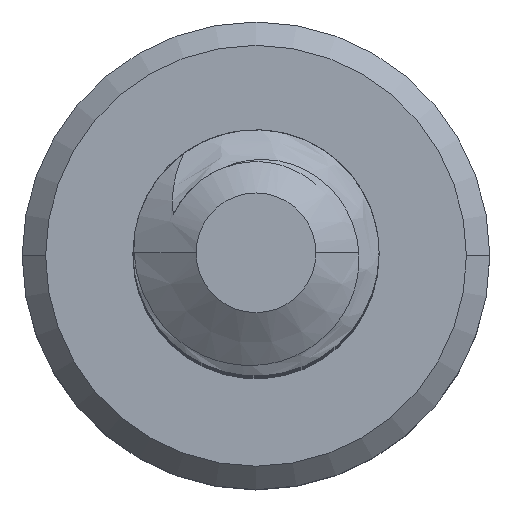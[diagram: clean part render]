
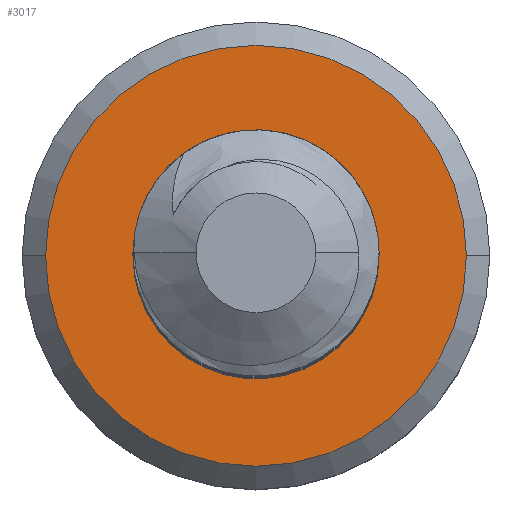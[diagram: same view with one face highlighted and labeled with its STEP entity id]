
A CAD part, top view. The second image highlights one B-rep face of the part: STEP entity #3017.
In plain terms, the highlighted planar face has unit normal (0, 0, 1).
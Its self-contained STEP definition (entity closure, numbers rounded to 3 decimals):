
#20=FACE_BOUND('',#783,.T.);
#23=PLANE('',#3216);
#456=B_SPLINE_CURVE_WITH_KNOTS('',3,(#7774,#7775,#7776,#7777,#7778,#7779,
#7780,#7781,#7782,#7783),.UNSPECIFIED.,.F.,.F.,(4,2,2,2,4),(0.,
0.001,0.001,0.002,0.002),
 .UNSPECIFIED.);
#458=B_SPLINE_CURVE_WITH_KNOTS('',3,(#8725,#8726,#8727,#8728,#8729,#8730,
#8731,#8732,#8733,#8734,#8735,#8736),.UNSPECIFIED.,.F.,.F.,(4,2,2,2,2,4),
(0.,0.,0.001,0.001,
0.002,0.002),.UNSPECIFIED.);
#615=FACE_OUTER_BOUND('',#782,.T.);
#782=EDGE_LOOP('',(#2796,#2797));
#783=EDGE_LOOP('',(#2798,#2799,#2800,#2801));
#1115=CIRCLE('',#3049,1.71);
#1123=CIRCLE('',#3131,1.);
#1124=CIRCLE('',#3201,0.74);
#1135=CIRCLE('',#3217,1.71);
#1136=VERTEX_POINT('',#3771);
#1137=VERTEX_POINT('',#3772);
#1294=VERTEX_POINT('',#5353);
#1296=VERTEX_POINT('',#5361);
#1431=VERTEX_POINT('',#7773);
#1432=VERTEX_POINT('',#8719);
#1444=EDGE_CURVE('',#1136,#1137,#1115,.T.);
#1675=EDGE_CURVE('',#1296,#1294,#1123,.T.);
#1879=EDGE_CURVE('',#1431,#1294,#456,.T.);
#1883=EDGE_CURVE('',#1296,#1432,#458,.T.);
#1884=EDGE_CURVE('',#1432,#1431,#1124,.T.);
#1895=EDGE_CURVE('',#1137,#1136,#1135,.T.);
#2796=ORIENTED_EDGE('',*,*,#1895,.T.);
#2797=ORIENTED_EDGE('',*,*,#1444,.T.);
#2798=ORIENTED_EDGE('',*,*,#1675,.F.);
#2799=ORIENTED_EDGE('',*,*,#1883,.T.);
#2800=ORIENTED_EDGE('',*,*,#1884,.T.);
#2801=ORIENTED_EDGE('',*,*,#1879,.T.);
#3017=ADVANCED_FACE('',(#615,#20),#23,.F.);
#3049=AXIS2_PLACEMENT_3D('',#3773,#3240,#3241);
#3131=AXIS2_PLACEMENT_3D('',#5367,#3483,#3484);
#3201=AXIS2_PLACEMENT_3D('',#8738,#3690,#3691);
#3216=AXIS2_PLACEMENT_3D('',#8758,#3720,#3721);
#3217=AXIS2_PLACEMENT_3D('',#8759,#3722,#3723);
#3240=DIRECTION('center_axis',(0.,0.,1.));
#3241=DIRECTION('ref_axis',(-1.,0.,0.));
#3483=DIRECTION('center_axis',(0.,0.,1.));
#3484=DIRECTION('ref_axis',(1.,0.,0.));
#3690=DIRECTION('center_axis',(0.,0.,-1.));
#3691=DIRECTION('ref_axis',(1.,0.,0.));
#3720=DIRECTION('center_axis',(0.,0.,-1.));
#3721=DIRECTION('ref_axis',(-1.,0.,0.));
#3722=DIRECTION('center_axis',(0.,0.,1.));
#3723=DIRECTION('ref_axis',(-1.,0.,0.));
#3771=CARTESIAN_POINT('',(1.71,0.,-14.));
#3772=CARTESIAN_POINT('',(-1.71,0.,-14.));
#3773=CARTESIAN_POINT('Origin',(0.,0.,-14.));
#5353=CARTESIAN_POINT('',(-0.701,0.714,-14.));
#5361=CARTESIAN_POINT('',(0.,1.,-14.));
#5367=CARTESIAN_POINT('Origin',(0.,0.,-14.));
#7773=CARTESIAN_POINT('',(0.,-0.74,-14.));
#7774=CARTESIAN_POINT('Ctrl Pts',(0.,-0.74,
-14.));
#7775=CARTESIAN_POINT('Ctrl Pts',(-0.173,-0.764,
-14.));
#7776=CARTESIAN_POINT('Ctrl Pts',(-0.349,-0.729,
-14.));
#7777=CARTESIAN_POINT('Ctrl Pts',(-0.651,-0.555,
-14.));
#7778=CARTESIAN_POINT('Ctrl Pts',(-0.768,-0.419,
-14.));
#7779=CARTESIAN_POINT('Ctrl Pts',(-0.911,-0.103,
-14.));
#7780=CARTESIAN_POINT('Ctrl Pts',(-0.936,0.075,
-14.));
#7781=CARTESIAN_POINT('Ctrl Pts',(-0.886,0.416,-14.));
#7782=CARTESIAN_POINT('Ctrl Pts',(-0.811,0.578,-14.));
#7783=CARTESIAN_POINT('Ctrl Pts',(-0.701,0.714,
-14.));
#8719=CARTESIAN_POINT('',(0.519,-0.528,-14.));
#8725=CARTESIAN_POINT('Ctrl Pts',(0.,1.,-14.));
#8726=CARTESIAN_POINT('Ctrl Pts',(0.087,0.991,-14.));
#8727=CARTESIAN_POINT('Ctrl Pts',(0.17,0.971,-14.));
#8728=CARTESIAN_POINT('Ctrl Pts',(0.331,0.908,-14.));
#8729=CARTESIAN_POINT('Ctrl Pts',(0.407,0.865,-14.));
#8730=CARTESIAN_POINT('Ctrl Pts',(0.613,0.708,-14.));
#8731=CARTESIAN_POINT('Ctrl Pts',(0.722,0.563,-14.));
#8732=CARTESIAN_POINT('Ctrl Pts',(0.843,0.241,-14.));
#8733=CARTESIAN_POINT('Ctrl Pts',(0.851,0.061,
-14.));
#8734=CARTESIAN_POINT('Ctrl Pts',(0.758,-0.275,-14.));
#8735=CARTESIAN_POINT('Ctrl Pts',(0.66,-0.426,-14.));
#8736=CARTESIAN_POINT('Ctrl Pts',(0.519,-0.528,
-14.));
#8738=CARTESIAN_POINT('Origin',(0.,0.,-14.));
#8758=CARTESIAN_POINT('Origin',(0.,0.,-14.));
#8759=CARTESIAN_POINT('Origin',(0.,0.,-14.));
